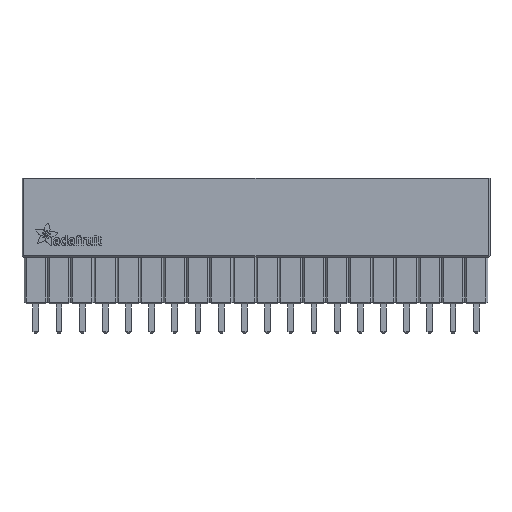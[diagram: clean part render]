
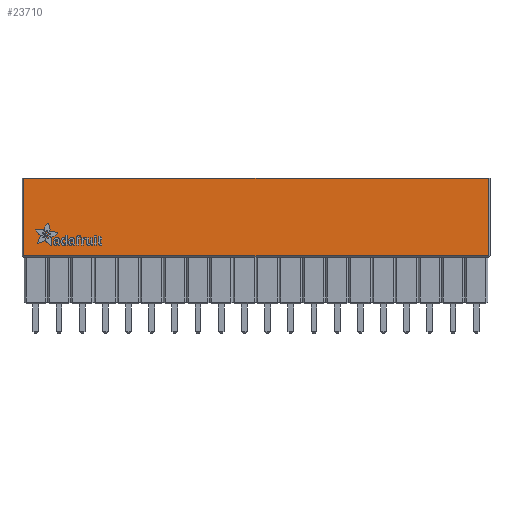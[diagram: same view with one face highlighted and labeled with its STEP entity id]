
A CAD part, left-side view. The second image highlights one B-rep face of the part: STEP entity #23710.
In plain terms, the highlighted planar face has unit normal (-1, 0, 0).
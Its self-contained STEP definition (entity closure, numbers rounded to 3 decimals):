
#822=FACE_OUTER_BOUND('',#2309,.T.);
#2309=EDGE_LOOP('',(#16922,#16923,#16924,#16925));
#3421=LINE('',#32426,#6634);
#4221=LINE('',#34065,#7434);
#4224=LINE('',#34071,#7437);
#4227=LINE('',#34076,#7440);
#6634=VECTOR('',#26331,50.9);
#7434=VECTOR('',#27847,8.45);
#7437=VECTOR('',#27852,50.9);
#7440=VECTOR('',#27857,8.45);
#9841=VERTEX_POINT('',#32423);
#9842=VERTEX_POINT('',#32425);
#10323=VERTEX_POINT('',#34063);
#10325=VERTEX_POINT('',#34069);
#11933=EDGE_CURVE('',#9841,#9842,#3421,.T.);
#12733=EDGE_CURVE('',#10323,#9841,#4221,.T.);
#12736=EDGE_CURVE('',#10325,#10323,#4224,.T.);
#12739=EDGE_CURVE('',#9842,#10325,#4227,.T.);
#16922=ORIENTED_EDGE('',*,*,#12736,.F.);
#16923=ORIENTED_EDGE('',*,*,#12739,.F.);
#16924=ORIENTED_EDGE('',*,*,#11933,.F.);
#16925=ORIENTED_EDGE('',*,*,#12733,.F.);
#22331=PLANE('',#25230);
#23710=ADVANCED_FACE('',(#822),#22331,.T.);
#25230=AXIS2_PLACEMENT_3D('',#34094,#27875,#27876);
#26331=DIRECTION('',(0.,1.,0.));
#27847=DIRECTION('',(0.,0.,-1.));
#27852=DIRECTION('',(0.,-1.,0.));
#27857=DIRECTION('',(0.,0.,1.));
#27875=DIRECTION('center_axis',(-1.,0.,0.));
#27876=DIRECTION('ref_axis',(0.,-1.,0.));
#32423=CARTESIAN_POINT('',(-2.5,-25.45,0.));
#32425=CARTESIAN_POINT('',(-2.5,25.45,0.));
#32426=CARTESIAN_POINT('',(-2.5,-25.65,0.));
#34063=CARTESIAN_POINT('',(-2.5,-25.45,8.45));
#34065=CARTESIAN_POINT('',(-2.5,-25.45,0.));
#34069=CARTESIAN_POINT('',(-2.5,25.45,8.45));
#34071=CARTESIAN_POINT('',(-2.5,12.825,8.45));
#34076=CARTESIAN_POINT('',(-2.5,25.45,0.));
#34094=CARTESIAN_POINT('Origin',(-2.5,25.65,0.));
